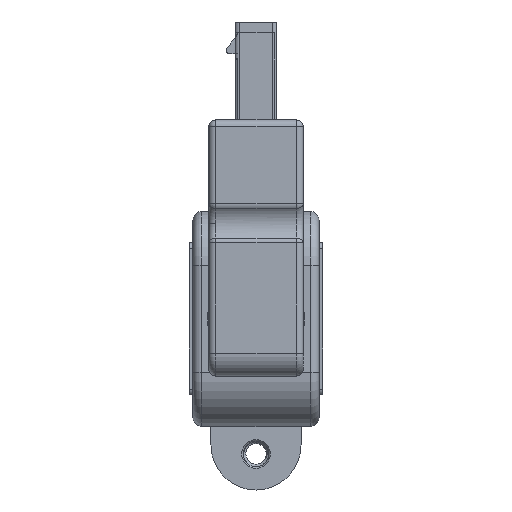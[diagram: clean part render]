
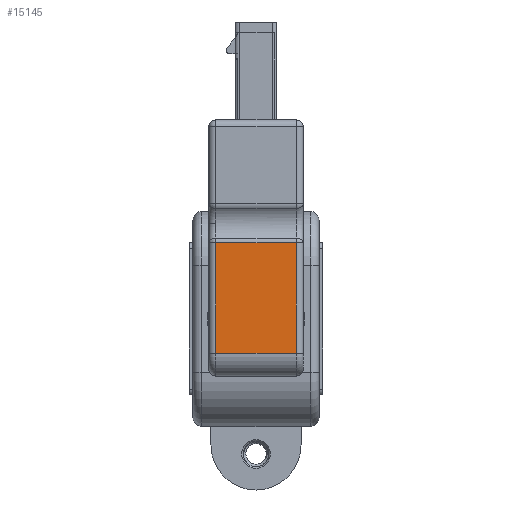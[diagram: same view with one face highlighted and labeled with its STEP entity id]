
A CAD part, left-side view. The second image highlights one B-rep face of the part: STEP entity #15145.
In plain terms, the highlighted face is planar.
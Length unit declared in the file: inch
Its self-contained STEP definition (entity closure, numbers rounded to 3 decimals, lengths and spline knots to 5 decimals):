
#2106 = LINE ( 'NONE', #63685, #50307 ) ;
#6611 = EDGE_CURVE ( 'NONE', #89943, #85774, #57615, .T. ) ;
#6747 = PLANE ( 'NONE',  #40148 ) ;
#8182 = DIRECTION ( 'NONE',  ( 0., 1., 0. ) ) ;
#15145 = ADVANCED_FACE ( 'NONE', ( #88380 ), #6747, .F. ) ;
#21175 = CARTESIAN_POINT ( 'NONE',  ( 0.39173, -0.46, 0.17669 ) ) ;
#22901 = LINE ( 'NONE', #56599, #60780 ) ;
#23577 = ORIENTED_EDGE ( 'NONE', *, *, #46400, .T. ) ;
#33831 = ORIENTED_EDGE ( 'NONE', *, *, #46381, .T. ) ;
#39016 = DIRECTION ( 'NONE',  ( 0., 0., 1. ) ) ;
#40077 = EDGE_CURVE ( 'NONE', #53984, #64373, #2106, .T. ) ;
#40148 = AXIS2_PLACEMENT_3D ( 'NONE', #79888, #86512, #49220 ) ;
#43597 = CARTESIAN_POINT ( 'NONE',  ( 0.39173, 0.02296, 0.17669 ) ) ;
#44177 = EDGE_LOOP ( 'NONE', ( #33831, #69217, #23577, #61802 ) ) ;
#46381 = EDGE_CURVE ( 'NONE', #85774, #53984, #22901, .T. ) ;
#46400 = EDGE_CURVE ( 'NONE', #64373, #89943, #93679, .T. ) ;
#49220 = DIRECTION ( 'NONE',  ( 0., 0., 1. ) ) ;
#50307 = VECTOR ( 'NONE', #39016, 39.37008 ) ;
#53984 = VERTEX_POINT ( 'NONE', #74472 ) ;
#56290 = VECTOR ( 'NONE', #80594, 39.37008 ) ;
#56599 = CARTESIAN_POINT ( 'NONE',  ( 0.39173, 0.56, -0.17669 ) ) ;
#57615 = LINE ( 'NONE', #97436, #56290 ) ;
#60780 = VECTOR ( 'NONE', #8182, 39.37008 ) ;
#61802 = ORIENTED_EDGE ( 'NONE', *, *, #6611, .T. ) ;
#63685 = CARTESIAN_POINT ( 'NONE',  ( 0.39173, 0.02296, -0.20669 ) ) ;
#64373 = VERTEX_POINT ( 'NONE', #43597 ) ;
#69217 = ORIENTED_EDGE ( 'NONE', *, *, #40077, .T. ) ;
#73573 = CARTESIAN_POINT ( 'NONE',  ( 0.39173, 0.56, 0.17669 ) ) ;
#74472 = CARTESIAN_POINT ( 'NONE',  ( 0.39173, 0.02296, -0.17669 ) ) ;
#78006 = CARTESIAN_POINT ( 'NONE',  ( 0.39173, -0.46, -0.17669 ) ) ;
#79888 = CARTESIAN_POINT ( 'NONE',  ( 0.39173, 0.56, -0.20669 ) ) ;
#80594 = DIRECTION ( 'NONE',  ( 0., 0., -1. ) ) ;
#85774 = VERTEX_POINT ( 'NONE', #78006 ) ;
#86512 = DIRECTION ( 'NONE',  ( -1., 0., 0. ) ) ;
#88380 = FACE_OUTER_BOUND ( 'NONE', #44177, .T. ) ;
#89943 = VERTEX_POINT ( 'NONE', #21175 ) ;
#91108 = VECTOR ( 'NONE', #91735, 39.37008 ) ;
#91735 = DIRECTION ( 'NONE',  ( 0., -1., 0. ) ) ;
#93679 = LINE ( 'NONE', #73573, #91108 ) ;
#97436 = CARTESIAN_POINT ( 'NONE',  ( 0.39173, -0.46, -0.20669 ) ) ;
